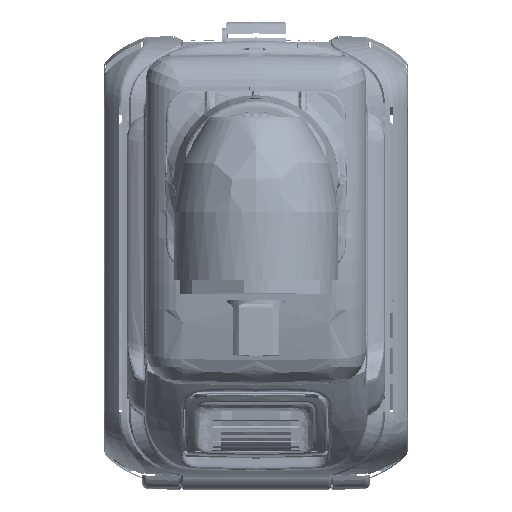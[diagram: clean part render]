
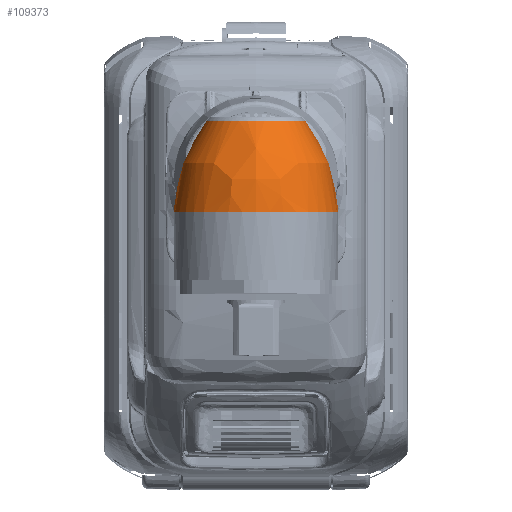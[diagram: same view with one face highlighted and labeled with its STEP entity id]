
A CAD part, top view. The second image highlights one B-rep face of the part: STEP entity #109373.
In plain terms, the highlighted free-form (B-spline) face has degree [3, 3] with [7, 4] control points.
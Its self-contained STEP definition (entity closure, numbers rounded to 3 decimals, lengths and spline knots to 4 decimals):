
#100097=CARTESIAN_POINT('',(0.,0.591,14.6697));
#100098=DIRECTION('',(0.,-1.,0.));
#100099=DIRECTION('',(0.643,0.,-0.766));
#100100=AXIS2_PLACEMENT_3D('',#100097,#100098,#100099);
#100112=CARTESIAN_POINT('',(0.,-0.375,14.6697));
#100113=DIRECTION('',(0.,1.,0.));
#100114=DIRECTION('',(-0.683,0.,-0.73));
#100115=AXIS2_PLACEMENT_3D('',#100112,#100113,#100114);
#107106=CARTESIAN_POINT('',(-0.3383,0.591,
14.2666));
#107107=CARTESIAN_POINT('',(-0.3562,0.5797,
14.2692));
#107108=CARTESIAN_POINT('',(-0.3911,0.5555,
14.2743));
#107109=CARTESIAN_POINT('',(-0.4404,0.5143,
14.2809));
#107110=CARTESIAN_POINT('',(-0.4872,0.4677,
14.2856));
#107111=CARTESIAN_POINT('',(-0.5311,0.4152,
14.2874));
#107112=CARTESIAN_POINT('',(-0.5711,0.3573,
14.2851));
#107113=CARTESIAN_POINT('',(-0.6062,0.2944,
14.2778));
#107114=CARTESIAN_POINT('',(-0.636,0.226,
14.265));
#107115=CARTESIAN_POINT('',(-0.6595,0.1526,
14.2463));
#107116=CARTESIAN_POINT('',(-0.676,0.0729,
14.2212));
#107117=CARTESIAN_POINT('',(-0.684,-0.0143,
14.1893));
#107118=CARTESIAN_POINT('',(-0.6812,-0.1069,
14.1515));
#107119=CARTESIAN_POINT('',(-0.6664,-0.1998,
14.1106));
#107120=CARTESIAN_POINT('',(-0.6397,-0.2903,
14.0687));
#107121=CARTESIAN_POINT('',(-0.6146,-0.3473,
14.0414));
#107122=CARTESIAN_POINT('',(-0.6003,-0.375,
14.0279));
#107218=CARTESIAN_POINT('',(0.6003,-0.375,
14.0279));
#107219=CARTESIAN_POINT('',(0.6146,-0.3473,
14.0414));
#107220=CARTESIAN_POINT('',(0.6397,-0.2903,
14.0687));
#107221=CARTESIAN_POINT('',(0.6664,-0.1998,
14.1106));
#107222=CARTESIAN_POINT('',(0.6812,-0.1069,
14.1515));
#107223=CARTESIAN_POINT('',(0.684,-0.0143,
14.1893));
#107224=CARTESIAN_POINT('',(0.676,0.0729,
14.2212));
#107225=CARTESIAN_POINT('',(0.6594,0.1527,
14.2463));
#107226=CARTESIAN_POINT('',(0.6359,0.226,
14.265));
#107227=CARTESIAN_POINT('',(0.6062,0.2944,
14.2778));
#107228=CARTESIAN_POINT('',(0.5711,0.3573,
14.2851));
#107229=CARTESIAN_POINT('',(0.5311,0.4152,
14.2874));
#107230=CARTESIAN_POINT('',(0.4872,0.4677,
14.2856));
#107231=CARTESIAN_POINT('',(0.4404,0.5143,
14.2809));
#107232=CARTESIAN_POINT('',(0.391,0.5555,
14.2743));
#107233=CARTESIAN_POINT('',(0.3562,0.5797,14.2692));
#107234=CARTESIAN_POINT('',(0.3383,0.591,
14.2666));
#109205=VERTEX_POINT('',#107106);
#109206=VERTEX_POINT('',#107122);
#109209=VERTEX_POINT('',#107218);
#109210=VERTEX_POINT('',#107234);
#109335=CARTESIAN_POINT('',(-0.4964,-0.396,
13.9448));
#109336=CARTESIAN_POINT('',(-0.4994,-0.0239,
13.9405));
#109337=CARTESIAN_POINT('',(-0.4273,0.3257,
14.0457));
#109338=CARTESIAN_POINT('',(-0.2897,0.607,
14.2467));
#109339=CARTESIAN_POINT('',(-1.3667,-0.396,
14.5407));
#109340=CARTESIAN_POINT('',(-1.3748,-0.0239,
14.54));
#109341=CARTESIAN_POINT('',(-1.1764,0.3257,
14.5587));
#109342=CARTESIAN_POINT('',(-0.7974,0.607,
14.5944));
#109343=CARTESIAN_POINT('',(-1.0547,-0.396,
15.5483));
#109344=CARTESIAN_POINT('',(-1.061,-0.0239,
15.5535));
#109345=CARTESIAN_POINT('',(-0.9079,0.3257,
15.426));
#109346=CARTESIAN_POINT('',(-0.6154,0.607,
15.1824));
#109347=CARTESIAN_POINT('',(0.,-0.396,15.5483));
#109348=CARTESIAN_POINT('',(0.,-0.0239,15.5535));
#109349=CARTESIAN_POINT('',(0.,0.3257,15.426));
#109350=CARTESIAN_POINT('',(0.,0.607,15.1824));
#109351=CARTESIAN_POINT('',(1.0547,-0.396,
15.5483));
#109352=CARTESIAN_POINT('',(1.061,-0.0239,
15.5535));
#109353=CARTESIAN_POINT('',(0.9079,0.3257,
15.426));
#109354=CARTESIAN_POINT('',(0.6154,0.607,
15.1824));
#109355=CARTESIAN_POINT('',(1.3667,-0.396,
14.5407));
#109356=CARTESIAN_POINT('',(1.3748,-0.0239,
14.54));
#109357=CARTESIAN_POINT('',(1.1764,0.3257,
14.5587));
#109358=CARTESIAN_POINT('',(0.7974,0.607,
14.5944));
#109359=CARTESIAN_POINT('',(0.4964,-0.396,
13.9448));
#109360=CARTESIAN_POINT('',(0.4994,-0.0239,
13.9405));
#109361=CARTESIAN_POINT('',(0.4273,0.3257,
14.0457));
#109362=CARTESIAN_POINT('',(0.2897,0.607,
14.2467));
#109363=(BOUNDED_SURFACE()B_SPLINE_SURFACE(3,3,((#109335,#109336,#109337,
#109338),(#109339,#109340,#109341,#109342),(#109343,#109344,#109345,#109346),(
#109347,#109348,#109349,#109350),(#109351,#109352,#109353,#109354),(#109355,
#109356,#109357,#109358),(#109359,#109360,#109361,#109362)),.UNSPECIFIED.,.F.,
.F.,.F.)B_SPLINE_SURFACE_WITH_KNOTS((4,3,4),(4,4),(0.,1.,2.),(0.,1.),
.UNSPECIFIED.)GEOMETRIC_REPRESENTATION_ITEM()RATIONAL_B_SPLINE_SURFACE(((
1.596,1.526,1.526,1.596),(
0.847,0.81,0.81,0.847),(
0.847,0.81,0.81,0.847),(
1.596,1.526,1.526,1.596),(
0.847,0.81,0.81,0.847),(
0.847,0.81,0.81,0.847),(
1.596,1.526,1.526,1.596)))REPRESENTATION_ITEM('')SURFACE());
#109365=ORIENTED_EDGE('',*,*,#109364,.F.);
#109366=ORIENTED_EDGE('',*,*,#109324,.F.);
#109368=ORIENTED_EDGE('',*,*,#109367,.F.);
#109370=ORIENTED_EDGE('',*,*,#109369,.F.);
#109371=EDGE_LOOP('',(#109365,#109366,#109368,#109370));
#109372=FACE_OUTER_BOUND('',#109371,.F.);
#109373=ADVANCED_FACE('',(#109372),#109363,.T.);
#100101=CIRCLE('',#100100,0.5263);
#100116=CIRCLE('',#100115,0.8788);
#107123=B_SPLINE_CURVE_WITH_KNOTS('',3,(#107106,#107107,#107108,#107109,#107110,
#107111,#107112,#107113,#107114,#107115,#107116,#107117,#107118,#107119,#107120,
#107121,#107122),.UNSPECIFIED.,.F.,.F.,(4,1,1,1,1,1,1,1,1,1,1,1,1,1,4),(0.,
0.0714,0.1429,0.2143,0.2857,
0.3571,0.4286,0.5,0.5714,0.6429,
0.7143,0.7857,0.8571,0.9286,1.),
.UNSPECIFIED.);
#107235=B_SPLINE_CURVE_WITH_KNOTS('',3,(#107218,#107219,#107220,#107221,#107222,
#107223,#107224,#107225,#107226,#107227,#107228,#107229,#107230,#107231,#107232,
#107233,#107234),.UNSPECIFIED.,.F.,.F.,(4,1,1,1,1,1,1,1,1,1,1,1,1,1,4),(0.,
0.0714,0.1429,0.2143,0.2857,
0.3571,0.4286,0.5,0.5714,0.6429,
0.7143,0.7857,0.8571,0.9286,1.),
.UNSPECIFIED.);
#109324=EDGE_CURVE('',#109210,#109205,#100101,.T.);
#109364=EDGE_CURVE('',#109205,#109206,#107123,.T.);
#109367=EDGE_CURVE('',#109209,#109210,#107235,.T.);
#109369=EDGE_CURVE('',#109206,#109209,#100116,.T.);
